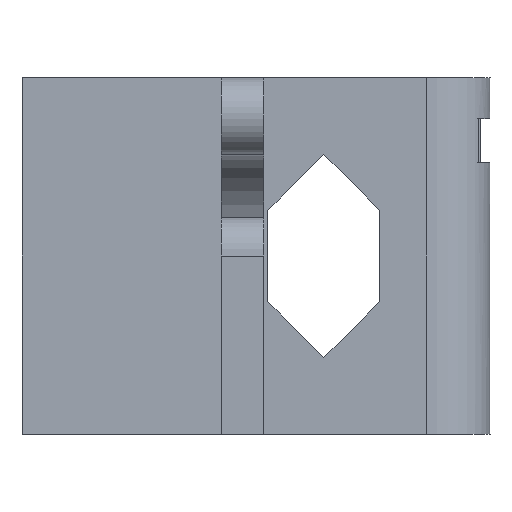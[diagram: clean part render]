
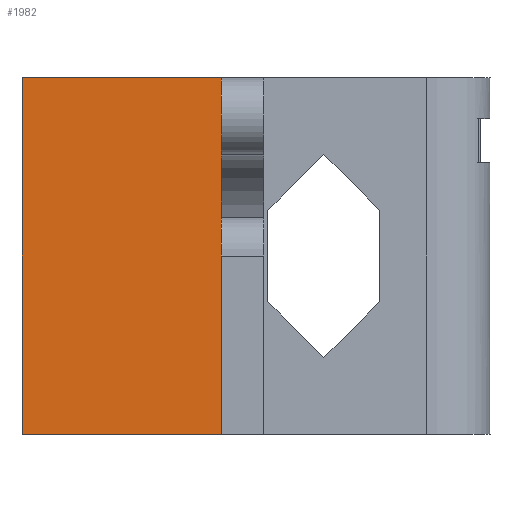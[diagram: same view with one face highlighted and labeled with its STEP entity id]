
A CAD part, front view. The second image highlights one B-rep face of the part: STEP entity #1982.
In plain terms, the highlighted planar face has unit normal (0, -1, 0).
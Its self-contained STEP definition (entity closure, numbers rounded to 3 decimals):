
#55 = PLANE('',#56);
#56 = AXIS2_PLACEMENT_3D('',#57,#58,#59);
#57 = CARTESIAN_POINT('',(2.477,-17.222,
    0.));
#58 = DIRECTION('',(0.,0.,1.));
#59 = DIRECTION('',(0.,1.,0.));
#111 = PLANE('',#112);
#112 = AXIS2_PLACEMENT_3D('',#113,#114,#115);
#113 = CARTESIAN_POINT('',(-10.7,-8.25,42.));
#114 = DIRECTION('',(-0.,-0.,1.));
#115 = DIRECTION('',(-1.,0.,0.));
#1852 = PLANE('',#1853);
#1853 = AXIS2_PLACEMENT_3D('',#1854,#1855,#1856);
#1854 = CARTESIAN_POINT('',(-23.5,-8.25,0.));
#1855 = DIRECTION('',(-1.,-0.,-0.));
#1856 = DIRECTION('',(0.,1.,0.));
#1912 = VERTEX_POINT('',#1913);
#1913 = CARTESIAN_POINT('',(-23.5,-11.75,42.));
#1934 = EDGE_CURVE('',#1935,#1912,#1937,.T.);
#1935 = VERTEX_POINT('',#1936);
#1936 = CARTESIAN_POINT('',(-23.5,-11.75,0.));
#1937 = SURFACE_CURVE('',#1938,(#1942,#1949),.PCURVE_S1.);
#1938 = LINE('',#1939,#1940);
#1939 = CARTESIAN_POINT('',(-23.5,-11.75,0.));
#1940 = VECTOR('',#1941,1.);
#1941 = DIRECTION('',(0.,0.,1.));
#1942 = PCURVE('',#1852,#1943);
#1943 = DEFINITIONAL_REPRESENTATION('',(#1944),#1948);
#1944 = LINE('',#1945,#1946);
#1945 = CARTESIAN_POINT('',(-3.5,0.));
#1946 = VECTOR('',#1947,1.);
#1947 = DIRECTION('',(-0.,-1.));
#1948 = ( GEOMETRIC_REPRESENTATION_CONTEXT(2) 
PARAMETRIC_REPRESENTATION_CONTEXT() REPRESENTATION_CONTEXT('2D SPACE',''
  ) );
#1949 = PCURVE('',#1950,#1955);
#1950 = PLANE('',#1951);
#1951 = AXIS2_PLACEMENT_3D('',#1952,#1953,#1954);
#1952 = CARTESIAN_POINT('',(-23.5,-11.75,0.));
#1953 = DIRECTION('',(-0.,-1.,-0.));
#1954 = DIRECTION('',(-1.,0.,0.));
#1955 = DEFINITIONAL_REPRESENTATION('',(#1956),#1960);
#1956 = LINE('',#1957,#1958);
#1957 = CARTESIAN_POINT('',(0.,-0.));
#1958 = VECTOR('',#1959,1.);
#1959 = DIRECTION('',(-0.,-1.));
#1960 = ( GEOMETRIC_REPRESENTATION_CONTEXT(2) 
PARAMETRIC_REPRESENTATION_CONTEXT() REPRESENTATION_CONTEXT('2D SPACE',''
  ) );
#1982 = ADVANCED_FACE('',(#1983),#1950,.T.);
#1983 = FACE_BOUND('',#1984,.F.);
#1984 = EDGE_LOOP('',(#1985,#1986,#2009,#2037));
#1985 = ORIENTED_EDGE('',*,*,#1934,.T.);
#1986 = ORIENTED_EDGE('',*,*,#1987,.T.);
#1987 = EDGE_CURVE('',#1912,#1988,#1990,.T.);
#1988 = VERTEX_POINT('',#1989);
#1989 = CARTESIAN_POINT('',(0.,-11.75,42.));
#1990 = SURFACE_CURVE('',#1991,(#1995,#2002),.PCURVE_S1.);
#1991 = LINE('',#1992,#1993);
#1992 = CARTESIAN_POINT('',(-23.5,-11.75,42.));
#1993 = VECTOR('',#1994,1.);
#1994 = DIRECTION('',(1.,0.,0.));
#1995 = PCURVE('',#1950,#1996);
#1996 = DEFINITIONAL_REPRESENTATION('',(#1997),#2001);
#1997 = LINE('',#1998,#1999);
#1998 = CARTESIAN_POINT('',(-0.,-42.));
#1999 = VECTOR('',#2000,1.);
#2000 = DIRECTION('',(-1.,-0.));
#2001 = ( GEOMETRIC_REPRESENTATION_CONTEXT(2) 
PARAMETRIC_REPRESENTATION_CONTEXT() REPRESENTATION_CONTEXT('2D SPACE',''
  ) );
#2002 = PCURVE('',#111,#2003);
#2003 = DEFINITIONAL_REPRESENTATION('',(#2004),#2008);
#2004 = LINE('',#2005,#2006);
#2005 = CARTESIAN_POINT('',(12.8,3.5));
#2006 = VECTOR('',#2007,1.);
#2007 = DIRECTION('',(-1.,0.));
#2008 = ( GEOMETRIC_REPRESENTATION_CONTEXT(2) 
PARAMETRIC_REPRESENTATION_CONTEXT() REPRESENTATION_CONTEXT('2D SPACE',''
  ) );
#2009 = ORIENTED_EDGE('',*,*,#2010,.F.);
#2010 = EDGE_CURVE('',#2011,#1988,#2013,.T.);
#2011 = VERTEX_POINT('',#2012);
#2012 = CARTESIAN_POINT('',(0.,-11.75,0.));
#2013 = SURFACE_CURVE('',#2014,(#2018,#2025),.PCURVE_S1.);
#2014 = LINE('',#2015,#2016);
#2015 = CARTESIAN_POINT('',(0.,-11.75,0.));
#2016 = VECTOR('',#2017,1.);
#2017 = DIRECTION('',(0.,0.,1.));
#2018 = PCURVE('',#1950,#2019);
#2019 = DEFINITIONAL_REPRESENTATION('',(#2020),#2024);
#2020 = LINE('',#2021,#2022);
#2021 = CARTESIAN_POINT('',(-23.5,-0.));
#2022 = VECTOR('',#2023,1.);
#2023 = DIRECTION('',(-0.,-1.));
#2024 = ( GEOMETRIC_REPRESENTATION_CONTEXT(2) 
PARAMETRIC_REPRESENTATION_CONTEXT() REPRESENTATION_CONTEXT('2D SPACE',''
  ) );
#2025 = PCURVE('',#2026,#2031);
#2026 = PLANE('',#2027);
#2027 = AXIS2_PLACEMENT_3D('',#2028,#2029,#2030);
#2028 = CARTESIAN_POINT('',(0.,-11.75,42.));
#2029 = DIRECTION('',(1.,-0.,0.));
#2030 = DIRECTION('',(0.,0.,-1.));
#2031 = DEFINITIONAL_REPRESENTATION('',(#2032),#2036);
#2032 = LINE('',#2033,#2034);
#2033 = CARTESIAN_POINT('',(42.,-0.));
#2034 = VECTOR('',#2035,1.);
#2035 = DIRECTION('',(-1.,0.));
#2036 = ( GEOMETRIC_REPRESENTATION_CONTEXT(2) 
PARAMETRIC_REPRESENTATION_CONTEXT() REPRESENTATION_CONTEXT('2D SPACE',''
  ) );
#2037 = ORIENTED_EDGE('',*,*,#2038,.F.);
#2038 = EDGE_CURVE('',#1935,#2011,#2039,.T.);
#2039 = SURFACE_CURVE('',#2040,(#2044,#2051),.PCURVE_S1.);
#2040 = LINE('',#2041,#2042);
#2041 = CARTESIAN_POINT('',(-23.5,-11.75,0.));
#2042 = VECTOR('',#2043,1.);
#2043 = DIRECTION('',(1.,0.,0.));
#2044 = PCURVE('',#1950,#2045);
#2045 = DEFINITIONAL_REPRESENTATION('',(#2046),#2050);
#2046 = LINE('',#2047,#2048);
#2047 = CARTESIAN_POINT('',(-0.,-0.));
#2048 = VECTOR('',#2049,1.);
#2049 = DIRECTION('',(-1.,-0.));
#2050 = ( GEOMETRIC_REPRESENTATION_CONTEXT(2) 
PARAMETRIC_REPRESENTATION_CONTEXT() REPRESENTATION_CONTEXT('2D SPACE',''
  ) );
#2051 = PCURVE('',#55,#2052);
#2052 = DEFINITIONAL_REPRESENTATION('',(#2053),#2057);
#2053 = LINE('',#2054,#2055);
#2054 = CARTESIAN_POINT('',(5.472,25.977));
#2055 = VECTOR('',#2056,1.);
#2056 = DIRECTION('',(-0.,-1.));
#2057 = ( GEOMETRIC_REPRESENTATION_CONTEXT(2) 
PARAMETRIC_REPRESENTATION_CONTEXT() REPRESENTATION_CONTEXT('2D SPACE',''
  ) );
